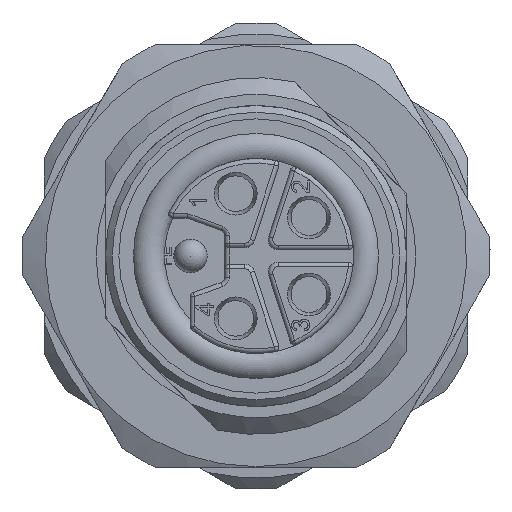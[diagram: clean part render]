
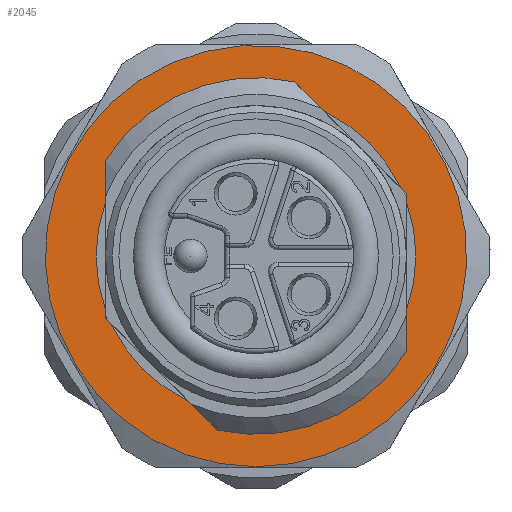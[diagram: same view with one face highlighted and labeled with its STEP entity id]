
A CAD part, left-side view. The second image highlights one B-rep face of the part: STEP entity #2045.
In plain terms, the highlighted planar face has unit normal (-1, 0, 0).
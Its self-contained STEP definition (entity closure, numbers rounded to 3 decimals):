
#391=LINE('',#11459,#941);
#392=LINE('',#11461,#942);
#393=LINE('',#11465,#943);
#394=LINE('',#11466,#944);
#395=LINE('',#11467,#945);
#396=LINE('',#11469,#946);
#397=LINE('',#11470,#947);
#398=LINE('',#11471,#948);
#941=VECTOR('',#8781,1.);
#942=VECTOR('',#8782,1.);
#943=VECTOR('',#8785,1.);
#944=VECTOR('',#8786,1.);
#945=VECTOR('',#8787,1.);
#946=VECTOR('',#8788,1.);
#947=VECTOR('',#8789,1.);
#948=VECTOR('',#8790,1.);
#2045=ADVANCED_FACE('',(#2468,#2469),#2345,.T.);
#2345=PLANE('',#7424);
#2468=FACE_BOUND('',#2740,.T.);
#2469=FACE_BOUND('',#2741,.T.);
#2740=EDGE_LOOP('',(#3889,#3890,#3891,#3892,#3893,#3894,#3895,#3896,#3897,
#3898,#3899,#3900,#3901,#3902));
#2741=EDGE_LOOP('',(#3903));
#3889=ORIENTED_EDGE('',*,*,#6185,.F.);
#3890=ORIENTED_EDGE('',*,*,#6186,.F.);
#3891=ORIENTED_EDGE('',*,*,#6187,.F.);
#3892=ORIENTED_EDGE('',*,*,#6188,.F.);
#3893=ORIENTED_EDGE('',*,*,#6172,.F.);
#3894=ORIENTED_EDGE('',*,*,#6189,.T.);
#3895=ORIENTED_EDGE('',*,*,#6170,.F.);
#3896=ORIENTED_EDGE('',*,*,#6190,.T.);
#3897=ORIENTED_EDGE('',*,*,#6191,.T.);
#3898=ORIENTED_EDGE('',*,*,#6161,.F.);
#3899=ORIENTED_EDGE('',*,*,#6192,.T.);
#3900=ORIENTED_EDGE('',*,*,#6150,.F.);
#3901=ORIENTED_EDGE('',*,*,#6193,.F.);
#3902=ORIENTED_EDGE('',*,*,#6147,.F.);
#3903=ORIENTED_EDGE('',*,*,#6108,.F.);
#5298=VERTEX_POINT('',#11248);
#5325=VERTEX_POINT('',#11356);
#5326=VERTEX_POINT('',#11358);
#5328=VERTEX_POINT('',#11363);
#5329=VERTEX_POINT('',#11365);
#5334=VERTEX_POINT('',#11387);
#5336=VERTEX_POINT('',#11391);
#5341=VERTEX_POINT('',#11412);
#5343=VERTEX_POINT('',#11416);
#5344=VERTEX_POINT('',#11420);
#5346=VERTEX_POINT('',#11423);
#5353=VERTEX_POINT('',#11460);
#5354=VERTEX_POINT('',#11462);
#5355=VERTEX_POINT('',#11464);
#5356=VERTEX_POINT('',#11468);
#6108=EDGE_CURVE('',#5298,#5298,#6845,.T.);
#6147=EDGE_CURVE('',#5325,#5326,#6859,.T.);
#6150=EDGE_CURVE('',#5328,#5329,#6860,.T.);
#6161=EDGE_CURVE('',#5336,#5334,#6864,.T.);
#6170=EDGE_CURVE('',#5343,#5341,#6867,.T.);
#6172=EDGE_CURVE('',#5344,#5346,#6868,.T.);
#6185=EDGE_CURVE('',#5353,#5325,#391,.T.);
#6186=EDGE_CURVE('',#5354,#5353,#392,.T.);
#6187=EDGE_CURVE('',#5355,#5354,#6872,.T.);
#6188=EDGE_CURVE('',#5346,#5355,#393,.T.);
#6189=EDGE_CURVE('',#5344,#5341,#394,.T.);
#6190=EDGE_CURVE('',#5343,#5356,#395,.T.);
#6191=EDGE_CURVE('',#5356,#5334,#396,.T.);
#6192=EDGE_CURVE('',#5336,#5329,#397,.T.);
#6193=EDGE_CURVE('',#5326,#5328,#398,.T.);
#6845=CIRCLE('',#7370,9.45);
#6859=CIRCLE('',#7397,7.172);
#6860=CIRCLE('',#7399,8.);
#6864=CIRCLE('',#7406,7.172);
#6867=CIRCLE('',#7412,7.172);
#6868=CIRCLE('',#7414,8.);
#6872=CIRCLE('',#7423,7.172);
#7370=AXIS2_PLACEMENT_3D('',#11247,#8639,#8640);
#7397=AXIS2_PLACEMENT_3D('',#11357,#8712,#8713);
#7399=AXIS2_PLACEMENT_3D('',#11364,#8718,#8719);
#7406=AXIS2_PLACEMENT_3D('',#11392,#8737,#8738);
#7412=AXIS2_PLACEMENT_3D('',#11417,#8753,#8754);
#7414=AXIS2_PLACEMENT_3D('',#11422,#8758,#8759);
#7423=AXIS2_PLACEMENT_3D('',#11463,#8783,#8784);
#7424=AXIS2_PLACEMENT_3D('',#11472,#8791,#8792);
#8639=DIRECTION('',(1.,0.,0.));
#8640=DIRECTION('',(0.,0.,-1.));
#8712=DIRECTION('',(-1.,0.,0.));
#8713=DIRECTION('',(0.,0.,1.));
#8718=DIRECTION('',(-1.,0.,0.));
#8719=DIRECTION('',(0.,1.,0.));
#8737=DIRECTION('',(-1.,0.,0.));
#8738=DIRECTION('',(0.,0.,1.));
#8753=DIRECTION('',(-1.,0.,0.));
#8754=DIRECTION('',(0.,0.,1.));
#8758=DIRECTION('',(-1.,0.,0.));
#8759=DIRECTION('',(0.,1.,0.));
#8781=DIRECTION('',(0.,0.707,0.707));
#8782=DIRECTION('',(0.,0.,1.));
#8783=DIRECTION('',(-1.,0.,0.));
#8784=DIRECTION('',(0.,0.,1.));
#8785=DIRECTION('',(0.,0.,1.));
#8786=DIRECTION('',(0.,0.707,0.707));
#8787=DIRECTION('',(0.,0.707,0.707));
#8788=DIRECTION('',(0.,0.,1.));
#8789=DIRECTION('',(0.,0.,1.));
#8790=DIRECTION('',(0.,0.707,0.707));
#8791=DIRECTION('',(-1.,0.,0.));
#8792=DIRECTION('',(0.,0.,-1.));
#11247=CARTESIAN_POINT('',(11.55,0.,0.));
#11248=CARTESIAN_POINT('',(11.55,0.,-9.45));
#11356=CARTESIAN_POINT('',(11.55,-6.487,3.059));
#11357=CARTESIAN_POINT('',(11.55,0.,0.));
#11358=CARTESIAN_POINT('',(11.55,-3.059,6.487));
#11363=CARTESIAN_POINT('',(11.55,-1.737,7.809));
#11364=CARTESIAN_POINT('',(11.55,0.,0.));
#11365=CARTESIAN_POINT('',(11.55,6.75,4.294));
#11387=CARTESIAN_POINT('',(11.55,6.75,-2.424));
#11391=CARTESIAN_POINT('',(11.55,6.75,2.424));
#11392=CARTESIAN_POINT('',(11.55,0.,0.));
#11412=CARTESIAN_POINT('',(11.55,3.059,-6.487));
#11416=CARTESIAN_POINT('',(11.55,6.487,-3.059));
#11417=CARTESIAN_POINT('',(11.55,0.,0.));
#11420=CARTESIAN_POINT('',(11.55,1.737,-7.809));
#11422=CARTESIAN_POINT('',(11.55,0.,0.));
#11423=CARTESIAN_POINT('',(11.55,-6.75,-4.294));
#11459=CARTESIAN_POINT('',(11.55,-0.711,8.835));
#11460=CARTESIAN_POINT('',(11.55,-6.75,2.796));
#11461=CARTESIAN_POINT('',(11.55,-6.75,2.796));
#11462=CARTESIAN_POINT('',(11.55,-6.75,2.424));
#11463=CARTESIAN_POINT('',(11.55,0.,0.));
#11464=CARTESIAN_POINT('',(11.55,-6.75,-2.424));
#11465=CARTESIAN_POINT('',(11.55,-6.75,2.796));
#11466=CARTESIAN_POINT('',(11.55,6.75,-2.796));
#11467=CARTESIAN_POINT('',(11.55,6.75,-2.796));
#11468=CARTESIAN_POINT('',(11.55,6.75,-2.796));
#11469=CARTESIAN_POINT('',(11.55,6.75,5.744));
#11470=CARTESIAN_POINT('',(11.55,6.75,5.744));
#11471=CARTESIAN_POINT('',(11.55,-0.711,8.835));
#11472=CARTESIAN_POINT('',(11.55,0.,0.));
